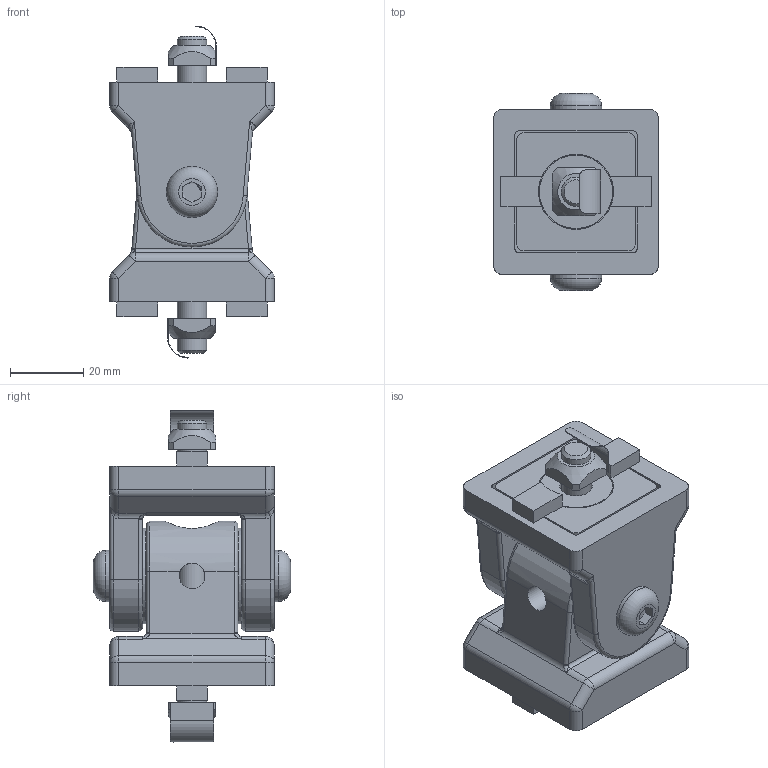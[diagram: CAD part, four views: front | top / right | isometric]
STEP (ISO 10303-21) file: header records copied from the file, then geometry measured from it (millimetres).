
FILE_DESCRIPTION(/* description */ ('Gleitmutter mit Federblech'),/* implementation_level */ '2;1');
FILE_NAME(/* name */ '212030-1.step',/* time_stamp */ '2021-08-27T13:51:16+02:00',/* author */ ('Oster'),/* organization */ (''),/* preprocessor_version */ 'ST-DEVELOPER v18.1',/* originating_system */ 'Autodesk Inventor 2021',/* authorisation */ '');
FILE_SCHEMA (('AUTOMOTIVE_DESIGN { 1 0 10303 214 3 1 1 }'));
Length unit declared in the file: millimetre
Products named in the file (9): leer; 21-2012-0FZ.003; 21-2011-0FZ.003; leer_1; leer_2; 21-1351-2FZ.005; 21-2016-0FZ.002; 21-2014-0FZ.003; leer_3
Assembly tree (12 placements, depth 2):
  leer
    21-2012-0FZ.003
    21-2011-0FZ.003
    leer_1
    leer_2
    21-1351-2FZ.005  x2
    21-2016-0FZ.002  x2
    21-2014-0FZ.003  x2
    leer_3  x2
Bounding box: 45 x 53.8 x 90.61 mm (x, y, z)
Volume: 90205.6 mm3; surface area: 36705.9 mm2
Topology: 12 solids, 12 shells, 378 faces, 932 edges, 568 vertices
Faces by surface type: plane 145, cylinder 108, cone 49, bspline 38, torus 26, sphere 12
Full cylindrical faces by diameter (mm): 7 x2, 8 x8, 9 x3, 9.6 x2, 10 x4, 13 x2, 14 x2, 15 x2, 20 x2, 20.5 x2, 26 x2
Entity records: 10808 total; most frequent: CARTESIAN_POINT 3395, ORIENTED_EDGE 1484, DIRECTION 1475, EDGE_CURVE 742, AXIS2_PLACEMENT_3D 578, VERTEX_POINT 454, EDGE_LOOP 338, LINE 319
